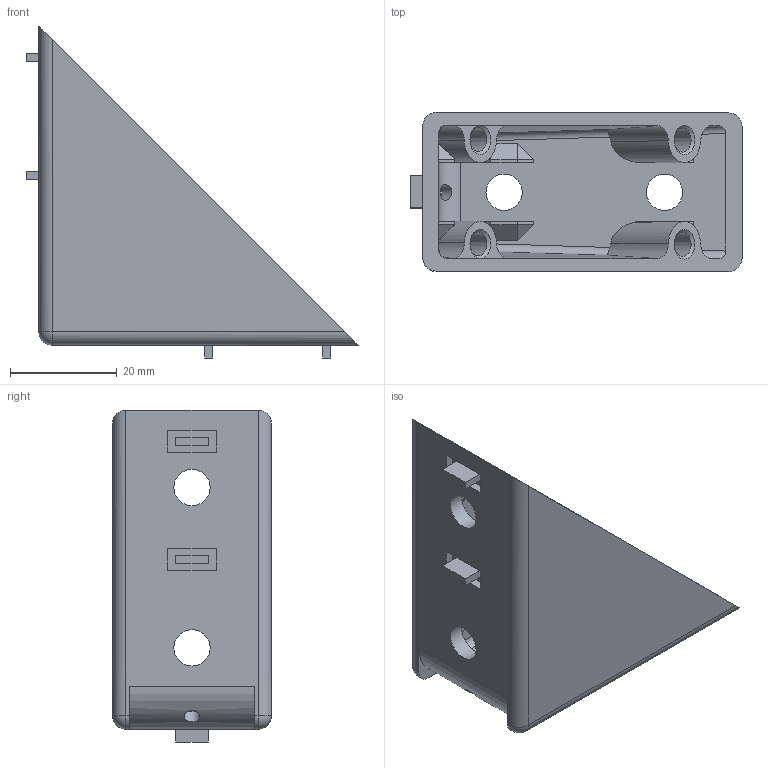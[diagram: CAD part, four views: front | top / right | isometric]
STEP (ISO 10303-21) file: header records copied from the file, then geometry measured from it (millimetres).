
FILE_DESCRIPTION( ('This file contains a STEP AP42 implementation' ,'as created by ZW3D STEP Interface translator.') ,'2;1' );
FILE_NAME( '310.5300A.01.stp' ,'23 214.122440', (''), ('ZWCAD Software Co.'), 'Version 1.0', 'ZW3D to STEP translator', '' );
FILE_SCHEMA(('AUTOMOTIVE_DESIGN { 1 0 10303 214 1 1 1 1 }'));
Length unit declared in the file: millimetre
Products named in the file (2): 0; 310.5300A.01
Bounding box: 62.1 x 29.7 x 62.1 mm (x, y, z)
Volume: 19487.1 mm3; surface area: 13998.7 mm2
Topology: 1 solids, 1 shells, 166 faces, 417 edges, 273 vertices
Faces by surface type: plane 121, cylinder 33, cone 8, sphere 2, bspline 2
Full cylindrical faces by diameter (mm): 3 x1, 6.8 x4
Entity records: 5436 total; most frequent: CARTESIAN_POINT 1190, ORIENTED_EDGE 834, DIRECTION 801, EDGE_CURVE 417, VECTOR 301, LINE 301, VERTEX_POINT 268, AXIS2_PLACEMENT_3D 250
